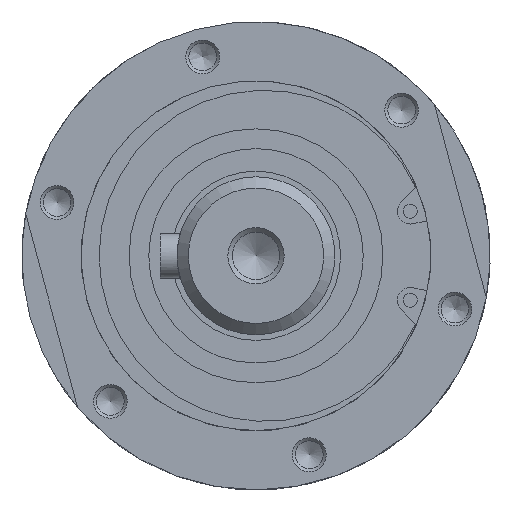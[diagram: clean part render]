
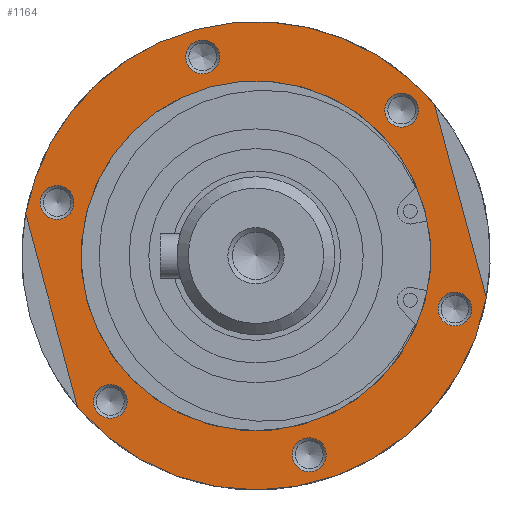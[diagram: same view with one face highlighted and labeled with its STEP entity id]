
A CAD part, left-side view. The second image highlights one B-rep face of the part: STEP entity #1164.
In plain terms, the highlighted planar face has unit normal (-1, 0, 0).
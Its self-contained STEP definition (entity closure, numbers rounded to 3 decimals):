
#926=CARTESIAN_POINT('',(-255.2,31.621,-26.876));
#927=VERTEX_POINT('',#926);
#934=CARTESIAN_POINT('',(-255.2,40.823,7.465));
#935=VERTEX_POINT('',#934);
#936=CARTESIAN_POINT('',(-255.2,40.823,7.465));
#937=DIRECTION('',(0.,-0.259,-0.966));
#938=VECTOR('',#937,35.553);
#939=LINE('',#936,#938);
#940=EDGE_CURVE('',#935,#927,#939,.T.);
#982=CARTESIAN_POINT('',(-255.2,-31.621,26.876));
#983=VERTEX_POINT('',#982);
#990=CARTESIAN_POINT('',(-255.2,-40.823,-7.465));
#991=VERTEX_POINT('',#990);
#992=CARTESIAN_POINT('',(-255.2,-40.823,-7.465));
#993=DIRECTION('',(0.,0.259,0.966));
#994=VECTOR('',#993,35.553);
#995=LINE('',#992,#994);
#996=EDGE_CURVE('',#991,#983,#995,.T.);
#1016=CARTESIAN_POINT('',(-255.2,0.,0.));
#1017=DIRECTION('',(1.0,0.,0.));
#1018=DIRECTION('',(0.,0.259,0.966));
#1019=AXIS2_PLACEMENT_3D('',#1016,#1017,#1018);
#1020=CIRCLE('',#1019,41.5);
#1021=EDGE_CURVE('',#935,#983,#1020,.T.);
#1026=CARTESIAN_POINT('',(-255.2,0.,0.));
#1027=DIRECTION('',(1.0,0.,0.));
#1028=DIRECTION('',(0.,0.259,0.966));
#1029=AXIS2_PLACEMENT_3D('',#1026,#1027,#1028);
#1030=CIRCLE('',#1029,41.5);
#1031=EDGE_CURVE('',#991,#927,#1030,.T.);
#1072=CARTESIAN_POINT('',(-255.2,-34.48,-12.345));
#1073=VERTEX_POINT('',#1072);
#1074=CARTESIAN_POINT('',(-255.2,-35.256,-9.447));
#1075=DIRECTION('',(-1.0,0.,0.));
#1076=DIRECTION('',(0.,-0.259,0.966));
#1077=AXIS2_PLACEMENT_3D('',#1074,#1075,#1076);
#1078=CIRCLE('',#1077,3.);
#1079=EDGE_CURVE('',#1073,#1073,#1078,.T.);
#1084=CARTESIAN_POINT('',(-255.2,9.382,35.015));
#1085=DIRECTION('',(-1.0,0.0,0.0));
#1086=DIRECTION('',(0.0,-0.966,0.259));
#1087=AXIS2_PLACEMENT_3D('',#1084,#1085,#1086);
#1088=PLANE('',#1087);
#1089=ORIENTED_EDGE('',*,*,#940,.T.);
#1090=ORIENTED_EDGE('',*,*,#1031,.F.);
#1091=ORIENTED_EDGE('',*,*,#996,.T.);
#1092=ORIENTED_EDGE('',*,*,#1021,.F.);
#1093=EDGE_LOOP('',(#1089,#1090,#1091,#1092));
#1094=FACE_OUTER_BOUND('',#1093,.T.);
#1095=CARTESIAN_POINT('',(-255.2,-6.549,-36.033));
#1096=VERTEX_POINT('',#1095);
#1097=CARTESIAN_POINT('',(-255.2,-9.447,-35.256));
#1098=DIRECTION('',(-1.,0.,0.));
#1099=DIRECTION('',(0.,-0.966,0.259));
#1100=AXIS2_PLACEMENT_3D('',#1097,#1098,#1099);
#1101=CIRCLE('',#1100,3.);
#1102=EDGE_CURVE('',#1096,#1096,#1101,.T.);
#1103=ORIENTED_EDGE('',*,*,#1102,.F.);
#1104=EDGE_LOOP('',(#1103));
#1105=FACE_BOUND('',#1104,.T.);
#1106=CARTESIAN_POINT('',(-255.2,27.931,-23.688));
#1107=VERTEX_POINT('',#1106);
#1108=CARTESIAN_POINT('',(-255.2,25.809,-25.809));
#1109=DIRECTION('',(-1.0,0.,0.));
#1110=DIRECTION('',(0.,-0.707,-0.707));
#1111=AXIS2_PLACEMENT_3D('',#1108,#1109,#1110);
#1112=CIRCLE('',#1111,3.);
#1113=EDGE_CURVE('',#1107,#1107,#1112,.T.);
#1114=ORIENTED_EDGE('',*,*,#1113,.F.);
#1115=EDGE_LOOP('',(#1114));
#1116=FACE_BOUND('',#1115,.T.);
#1117=CARTESIAN_POINT('',(-255.2,34.48,12.345));
#1118=VERTEX_POINT('',#1117);
#1119=CARTESIAN_POINT('',(-255.2,35.256,9.447));
#1120=DIRECTION('',(-1.,0.,0.));
#1121=DIRECTION('',(0.,0.259,-0.966));
#1122=AXIS2_PLACEMENT_3D('',#1119,#1120,#1121);
#1123=CIRCLE('',#1122,3.);
#1124=EDGE_CURVE('',#1118,#1118,#1123,.T.);
#1125=ORIENTED_EDGE('',*,*,#1124,.F.);
#1126=EDGE_LOOP('',(#1125));
#1127=FACE_BOUND('',#1126,.T.);
#1128=CARTESIAN_POINT('',(-255.2,8.023,29.944));
#1129=VERTEX_POINT('',#1128);
#1130=CARTESIAN_POINT('',(-255.2,0.,0.));
#1131=DIRECTION('',(1.0,0.,0.));
#1132=DIRECTION('',(0.,0.259,0.966));
#1133=AXIS2_PLACEMENT_3D('',#1130,#1131,#1132);
#1134=CIRCLE('',#1133,31.);
#1135=EDGE_CURVE('',#1129,#1129,#1134,.T.);
#1136=ORIENTED_EDGE('',*,*,#1135,.T.);
#1137=EDGE_LOOP('',(#1136));
#1138=FACE_BOUND('',#1137,.T.);
#1139=CARTESIAN_POINT('',(-255.2,6.549,36.033));
#1140=VERTEX_POINT('',#1139);
#1141=CARTESIAN_POINT('',(-255.2,9.447,35.256));
#1142=DIRECTION('',(-1.0,0.,0.));
#1143=DIRECTION('',(0.,0.966,-0.259));
#1144=AXIS2_PLACEMENT_3D('',#1141,#1142,#1143);
#1145=CIRCLE('',#1144,3.);
#1146=EDGE_CURVE('',#1140,#1140,#1145,.T.);
#1147=ORIENTED_EDGE('',*,*,#1146,.F.);
#1148=EDGE_LOOP('',(#1147));
#1149=FACE_BOUND('',#1148,.T.);
#1150=CARTESIAN_POINT('',(-255.2,-27.931,23.688));
#1151=VERTEX_POINT('',#1150);
#1152=CARTESIAN_POINT('',(-255.2,-25.809,25.809));
#1153=DIRECTION('',(-1.,0.,0.));
#1154=DIRECTION('',(0.,0.707,0.707));
#1155=AXIS2_PLACEMENT_3D('',#1152,#1153,#1154);
#1156=CIRCLE('',#1155,3.);
#1157=EDGE_CURVE('',#1151,#1151,#1156,.T.);
#1158=ORIENTED_EDGE('',*,*,#1157,.F.);
#1159=EDGE_LOOP('',(#1158));
#1160=FACE_BOUND('',#1159,.T.);
#1161=ORIENTED_EDGE('',*,*,#1079,.F.);
#1162=EDGE_LOOP('',(#1161));
#1163=FACE_BOUND('',#1162,.T.);
#1164=ADVANCED_FACE('',(#1094,#1105,#1116,#1127,#1138,#1149,#1160,#1163),#1088,.T.);
